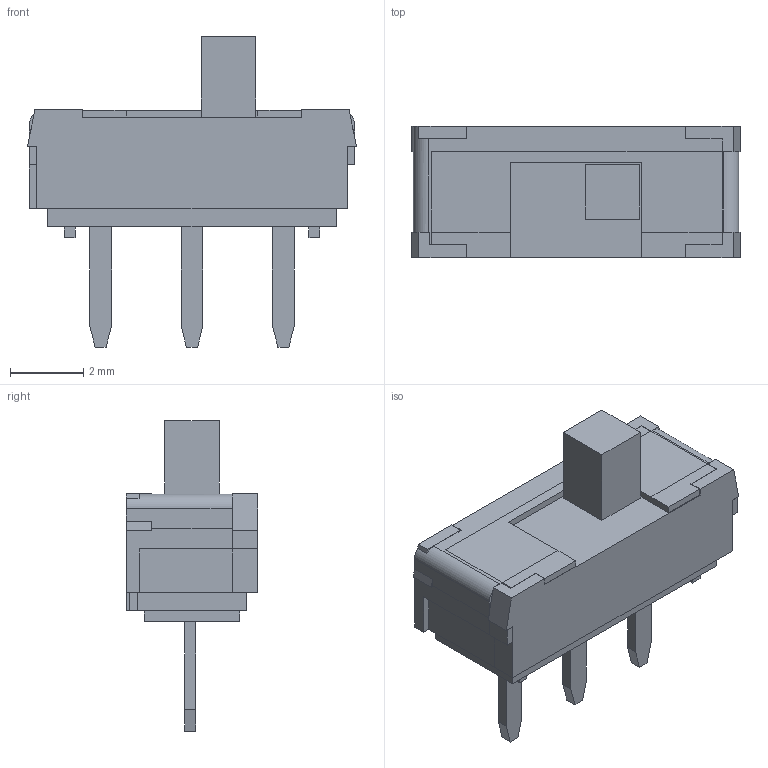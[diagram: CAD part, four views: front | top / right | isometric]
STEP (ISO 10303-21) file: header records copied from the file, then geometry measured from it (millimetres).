
FILE_DESCRIPTION(/* description */ (''),/* implementation_level */ '2;1');
FILE_NAME(/* name */ 'SW_Slide_SPDT_Straight v1.step',/* time_stamp */ '2020-04-24T03:42:01+09:00',/* author */ (''),/* organization */ (''),/* preprocessor_version */ 'ST-DEVELOPER v18',/* originating_system */ 'Autodesk Translation Framework v8.12.0.6',/* authorisation */ '');
FILE_SCHEMA (('AUTOMOTIVE_DESIGN { 1 0 10303 214 3 1 1 }'));
Length unit declared in the file: millimetre
Products named in the file (1): SW_Slide_SPDT_Straight
Bounding box: 9 x 3.6 x 8.5 mm (x, y, z)
Volume: 100.1 mm3; surface area: 181.6 mm2
Topology: 1 solids, 1 shells, 137 faces, 366 edges, 235 vertices
Faces by surface type: plane 135, cylinder 2
Entity records: 4339 total; most frequent: CARTESIAN_POINT 739, ORIENTED_EDGE 732, DIRECTION 653, EDGE_CURVE 366, LINE 355, VECTOR 355, VERTEX_POINT 235, AXIS2_PLACEMENT_3D 149
